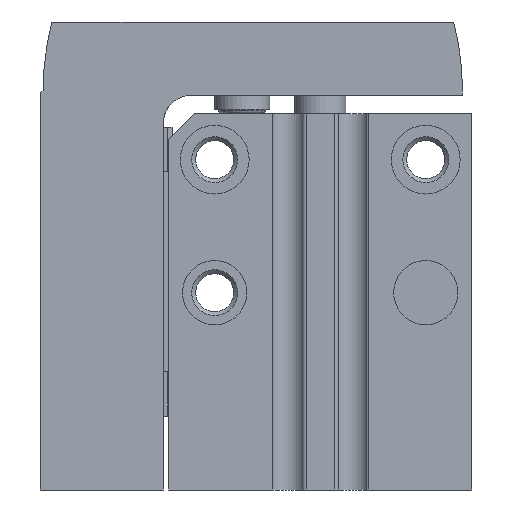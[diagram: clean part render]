
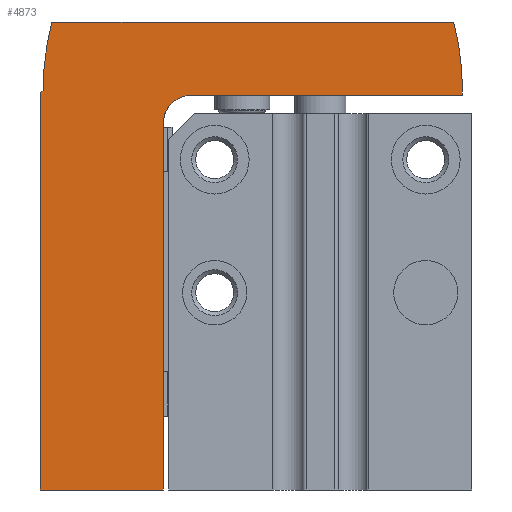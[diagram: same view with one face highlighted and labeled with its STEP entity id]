
A CAD part, left-side view. The second image highlights one B-rep face of the part: STEP entity #4873.
In plain terms, the highlighted planar face has unit normal (-1, 0, 0).
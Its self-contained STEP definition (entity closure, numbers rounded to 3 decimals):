
#352=CIRCLE('',#6294,3.);
#376=CIRCLE('',#6326,30.);
#377=CIRCLE('',#6327,30.);
#1331=ORIENTED_EDGE('',*,*,#2197,.F.);
#1332=ORIENTED_EDGE('',*,*,#2233,.F.);
#1333=ORIENTED_EDGE('',*,*,#2218,.F.);
#1334=ORIENTED_EDGE('',*,*,#2234,.F.);
#1335=ORIENTED_EDGE('',*,*,#2235,.T.);
#1336=ORIENTED_EDGE('',*,*,#2210,.F.);
#1337=ORIENTED_EDGE('',*,*,#2167,.F.);
#1338=ORIENTED_EDGE('',*,*,#2193,.F.);
#1339=ORIENTED_EDGE('',*,*,#2191,.T.);
#1340=ORIENTED_EDGE('',*,*,#2228,.F.);
#2167=EDGE_CURVE('',#2718,#2719,#3150,.T.);
#2191=EDGE_CURVE('',#2734,#2740,#352,.T.);
#2193=EDGE_CURVE('',#2734,#2718,#3168,.T.);
#2197=EDGE_CURVE('',#2742,#2743,#3172,.T.);
#2210=EDGE_CURVE('',#2719,#2754,#3177,.T.);
#2218=EDGE_CURVE('',#2762,#2763,#3178,.T.);
#2228=EDGE_CURVE('',#2743,#2740,#3182,.T.);
#2233=EDGE_CURVE('',#2763,#2742,#376,.T.);
#2234=EDGE_CURVE('',#2773,#2762,#377,.T.);
#2235=EDGE_CURVE('',#2773,#2754,#3185,.T.);
#2718=VERTEX_POINT('',#8969);
#2719=VERTEX_POINT('',#8971);
#2734=VERTEX_POINT('',#9005);
#2740=VERTEX_POINT('',#9029);
#2742=VERTEX_POINT('',#9040);
#2743=VERTEX_POINT('',#9042);
#2754=VERTEX_POINT('',#9065);
#2762=VERTEX_POINT('',#9084);
#2763=VERTEX_POINT('',#9085);
#2773=VERTEX_POINT('',#9114);
#3150=LINE('',#8970,#3518);
#3168=LINE('',#9033,#3536);
#3172=LINE('',#9041,#3540);
#3177=LINE('',#9067,#3545);
#3178=LINE('',#9083,#3546);
#3182=LINE('',#9104,#3550);
#3185=LINE('',#9115,#3553);
#3518=VECTOR('',#7446,1000.);
#3536=VECTOR('',#7482,1000.);
#3540=VECTOR('',#7490,1000.);
#3545=VECTOR('',#7513,1000.);
#3546=VECTOR('',#7530,1000.);
#3550=VECTOR('',#7548,1000.);
#3553=VECTOR('',#7563,1000.);
#3913=EDGE_LOOP('',(#1331,#1332,#1333,#1334,#1335,#1336,#1337,#1338,#1339,
#1340));
#4375=FACE_BOUND('',#3913,.T.);
#4648=PLANE('',#6325);
#4873=ADVANCED_FACE('',(#4375),#4648,.F.);
#6294=AXIS2_PLACEMENT_3D('',#9030,#7477,#7478);
#6325=AXIS2_PLACEMENT_3D('',#9111,#7557,#7558);
#6326=AXIS2_PLACEMENT_3D('',#9112,#7559,#7560);
#6327=AXIS2_PLACEMENT_3D('',#9113,#7561,#7562);
#7446=DIRECTION('',(0.,1.,0.));
#7477=DIRECTION('',(1.,0.,0.));
#7478=DIRECTION('',(0.,0.,-1.));
#7482=DIRECTION('',(0.,0.,-1.));
#7490=DIRECTION('',(0.,0.,-1.));
#7513=DIRECTION('',(0.,0.,1.));
#7530=DIRECTION('',(0.,-1.,0.));
#7548=DIRECTION('',(0.,1.,0.));
#7557=DIRECTION('',(1.,0.,0.));
#7558=DIRECTION('',(0.,0.,-1.));
#7559=DIRECTION('',(1.,0.,0.));
#7560=DIRECTION('',(0.,0.,-1.));
#7561=DIRECTION('',(1.,0.,0.));
#7562=DIRECTION('',(0.,0.,-1.));
#7563=DIRECTION('',(0.,0.848,-0.53));
#8969=CARTESIAN_POINT('',(-9.65,32.6,-51.));
#8970=CARTESIAN_POINT('',(-9.65,32.6,-51.));
#8971=CARTESIAN_POINT('',(-9.65,46.,-51.));
#9005=CARTESIAN_POINT('',(-9.65,32.6,-11.));
#9029=CARTESIAN_POINT('',(-9.65,29.6,-8.));
#9030=CARTESIAN_POINT('',(-9.65,29.6,-11.));
#9033=CARTESIAN_POINT('',(-9.65,32.6,-11.));
#9040=CARTESIAN_POINT('',(-9.65,0.,-7.5));
#9041=CARTESIAN_POINT('',(-9.65,0.,0.));
#9042=CARTESIAN_POINT('',(-9.65,0.,-8.));
#9065=CARTESIAN_POINT('',(-9.65,46.,-7.687));
#9067=CARTESIAN_POINT('',(-9.65,46.,-51.));
#9083=CARTESIAN_POINT('',(-9.65,46.,0.));
#9084=CARTESIAN_POINT('',(-9.65,44.747,0.));
#9085=CARTESIAN_POINT('',(-9.65,0.953,0.));
#9104=CARTESIAN_POINT('',(-9.65,0.,-8.));
#9111=CARTESIAN_POINT('',(-9.65,29.6,-11.));
#9112=CARTESIAN_POINT('',(-9.65,30.,-7.5));
#9113=CARTESIAN_POINT('',(-9.65,15.7,-7.5));
#9114=CARTESIAN_POINT('',(-9.65,45.7,-7.5));
#9115=CARTESIAN_POINT('',(-9.65,45.7,-7.5));
